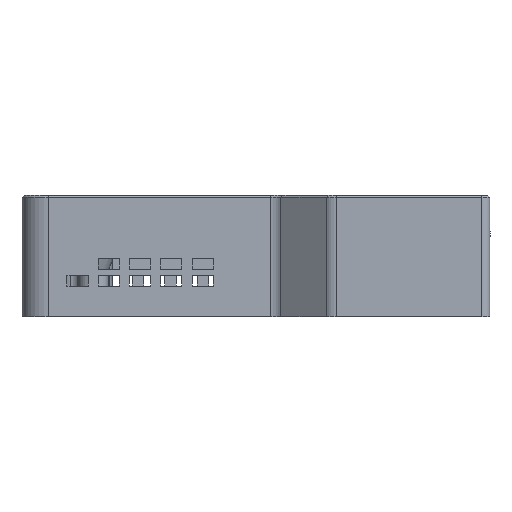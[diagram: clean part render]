
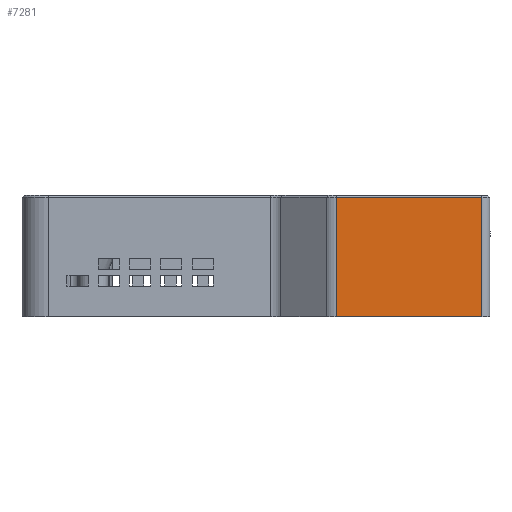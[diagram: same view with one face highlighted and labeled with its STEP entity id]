
A CAD part, front view. The second image highlights one B-rep face of the part: STEP entity #7281.
In plain terms, the highlighted planar face has unit normal (0, -1, 0).
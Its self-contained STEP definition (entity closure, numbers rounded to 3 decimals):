
#657=LINE('',#10642,#1403);
#1075=LINE('',#12749,#1821);
#1082=LINE('',#12766,#1828);
#1190=LINE('',#13005,#1936);
#1403=VECTOR('',#8314,10.);
#1821=VECTOR('',#9476,10.);
#1828=VECTOR('',#9497,10.);
#1936=VECTOR('',#9775,10.);
#2177=PLANE('',#7879);
#2550=FACE_OUTER_BOUND('',#2996,.T.);
#2996=EDGE_LOOP('',(#6897,#6898,#6899,#6900));
#3305=VERTEX_POINT('',#10639);
#3306=VERTEX_POINT('',#10641);
#3697=VERTEX_POINT('',#12743);
#3698=VERTEX_POINT('',#12747);
#4042=EDGE_CURVE('',#3306,#3305,#657,.T.);
#4672=EDGE_CURVE('',#3697,#3698,#1075,.T.);
#4681=EDGE_CURVE('',#3306,#3697,#1082,.T.);
#4798=EDGE_CURVE('',#3305,#3698,#1190,.T.);
#6897=ORIENTED_EDGE('',*,*,#4672,.F.);
#6898=ORIENTED_EDGE('',*,*,#4681,.F.);
#6899=ORIENTED_EDGE('',*,*,#4042,.T.);
#6900=ORIENTED_EDGE('',*,*,#4798,.T.);
#7281=ADVANCED_FACE('',(#2550),#2177,.T.);
#7879=AXIS2_PLACEMENT_3D('',#13006,#9776,#9777);
#8314=DIRECTION('',(1.,0.,0.));
#9476=DIRECTION('',(1.,0.,0.));
#9497=DIRECTION('',(0.,0.,1.));
#9775=DIRECTION('',(0.,0.,1.));
#9776=DIRECTION('center_axis',(0.,-1.,0.));
#9777=DIRECTION('ref_axis',(1.,0.,0.));
#10639=CARTESIAN_POINT('',(42.778,-38.178,0.));
#10641=CARTESIAN_POINT('',(15.274,-38.178,0.));
#10642=CARTESIAN_POINT('',(15.274,-38.178,0.));
#12743=CARTESIAN_POINT('',(15.274,-38.178,22.6));
#12747=CARTESIAN_POINT('',(42.778,-38.178,22.6));
#12749=CARTESIAN_POINT('',(7.637,-38.178,22.6));
#12766=CARTESIAN_POINT('',(15.274,-38.178,0.));
#13005=CARTESIAN_POINT('',(42.778,-38.178,0.));
#13006=CARTESIAN_POINT('Origin',(15.274,-38.178,0.));
